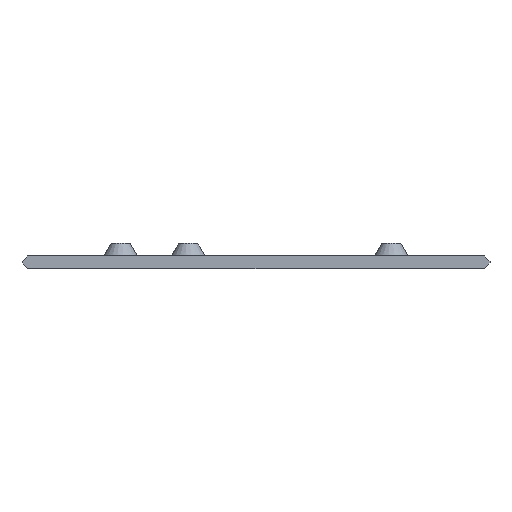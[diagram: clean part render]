
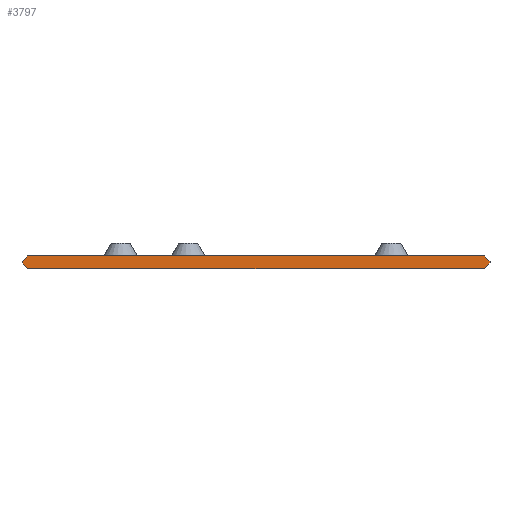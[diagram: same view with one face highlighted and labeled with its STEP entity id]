
A CAD part, front view. The second image highlights one B-rep face of the part: STEP entity #3797.
In plain terms, the highlighted planar face has unit normal (0, -1, 0).
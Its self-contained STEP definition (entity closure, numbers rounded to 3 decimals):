
#125=FACE_OUTER_BOUND('',#313,.T.);
#313=EDGE_LOOP('',(#2529,#2530,#2531,#2532,#2533,#2534,#2535,#2536));
#575=LINE('',#5163,#1097);
#576=LINE('',#5165,#1098);
#577=LINE('',#5167,#1099);
#578=LINE('',#5169,#1100);
#579=LINE('',#5171,#1101);
#580=LINE('',#5173,#1102);
#581=LINE('',#5175,#1103);
#582=LINE('',#5176,#1104);
#1097=VECTOR('',#4215,10.);
#1098=VECTOR('',#4216,10.);
#1099=VECTOR('',#4217,10.);
#1100=VECTOR('',#4218,10.);
#1101=VECTOR('',#4219,10.);
#1102=VECTOR('',#4220,10.);
#1103=VECTOR('',#4221,10.);
#1104=VECTOR('',#4222,10.);
#1619=VERTEX_POINT('',#5161);
#1620=VERTEX_POINT('',#5162);
#1621=VERTEX_POINT('',#5164);
#1622=VERTEX_POINT('',#5166);
#1623=VERTEX_POINT('',#5168);
#1624=VERTEX_POINT('',#5170);
#1625=VERTEX_POINT('',#5172);
#1626=VERTEX_POINT('',#5174);
#1983=EDGE_CURVE('',#1619,#1620,#575,.T.);
#1984=EDGE_CURVE('',#1621,#1619,#576,.T.);
#1985=EDGE_CURVE('',#1622,#1621,#577,.T.);
#1986=EDGE_CURVE('',#1623,#1622,#578,.T.);
#1987=EDGE_CURVE('',#1624,#1623,#579,.T.);
#1988=EDGE_CURVE('',#1625,#1624,#580,.T.);
#1989=EDGE_CURVE('',#1626,#1625,#581,.T.);
#1990=EDGE_CURVE('',#1620,#1626,#582,.T.);
#2529=ORIENTED_EDGE('',*,*,#1983,.F.);
#2530=ORIENTED_EDGE('',*,*,#1984,.F.);
#2531=ORIENTED_EDGE('',*,*,#1985,.F.);
#2532=ORIENTED_EDGE('',*,*,#1986,.F.);
#2533=ORIENTED_EDGE('',*,*,#1987,.F.);
#2534=ORIENTED_EDGE('',*,*,#1988,.F.);
#2535=ORIENTED_EDGE('',*,*,#1989,.F.);
#2536=ORIENTED_EDGE('',*,*,#1990,.F.);
#3621=PLANE('',#3999);
#3797=ADVANCED_FACE('',(#125),#3621,.F.);
#3999=AXIS2_PLACEMENT_3D('',#5160,#4213,#4214);
#4213=DIRECTION('center_axis',(0.,1.,0.));
#4214=DIRECTION('ref_axis',(0.,0.,1.));
#4215=DIRECTION('',(1.,0.,0.));
#4216=DIRECTION('',(0.707,0.,0.707));
#4217=DIRECTION('',(0.,0.,1.));
#4218=DIRECTION('',(-0.707,0.,0.707));
#4219=DIRECTION('',(-1.,0.,0.));
#4220=DIRECTION('',(-0.707,0.,-0.707));
#4221=DIRECTION('',(0.,0.,-1.));
#4222=DIRECTION('',(0.707,0.,-0.707));
#5160=CARTESIAN_POINT('Origin',(0.,-3.,0.));
#5161=CARTESIAN_POINT('',(-72.5,-3.,2.));
#5162=CARTESIAN_POINT('',(72.5,-3.,2.));
#5163=CARTESIAN_POINT('',(-36.25,-3.,2.));
#5164=CARTESIAN_POINT('',(-74.3,-3.,0.2));
#5165=CARTESIAN_POINT('',(-55.775,-3.,18.725));
#5166=CARTESIAN_POINT('',(-74.3,-3.,-0.2));
#5167=CARTESIAN_POINT('',(-74.3,-3.,-0.1));
#5168=CARTESIAN_POINT('',(-72.5,-3.,-2.));
#5169=CARTESIAN_POINT('',(-54.875,-3.,-19.625));
#5170=CARTESIAN_POINT('',(72.5,-3.,-2.));
#5171=CARTESIAN_POINT('',(36.25,-3.,-2.));
#5172=CARTESIAN_POINT('',(74.3,-3.,-0.2));
#5173=CARTESIAN_POINT('',(55.775,-3.,-18.725));
#5174=CARTESIAN_POINT('',(74.3,-3.,0.2));
#5175=CARTESIAN_POINT('',(74.3,-3.,0.1));
#5176=CARTESIAN_POINT('',(54.875,-3.,19.625));
